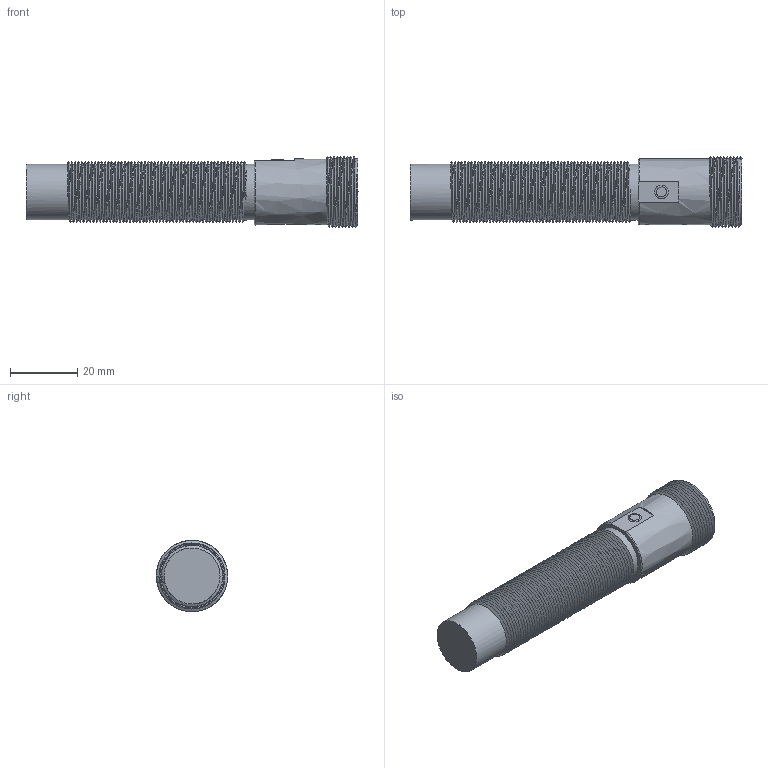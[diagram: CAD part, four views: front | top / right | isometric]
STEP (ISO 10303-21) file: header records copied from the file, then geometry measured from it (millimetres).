
FILE_DESCRIPTION( ('This file contains a STEP AP42 implementation' ,'as created by ZW3D STEP Interface translator.') ,'2;1' );
FILE_NAME( 'ECS2-1816X-XZL3.stp' ,'20 522.143415', (''), ('ZWCAD Software Co.'), 'Version 1.0', 'ZW3D to STEP translator', '' );
FILE_SCHEMA(('AUTOMOTIVE_DESIGN'));
Length unit declared in the file: millimetre
Products named in the file (2): 0; ECS2-1816X-XZL31
Bounding box: 99 x 21.26 x 21.26 mm (x, y, z)
Volume: 23131.7 mm3; surface area: 10332.4 mm2
Topology: 1 solids, 2 shells, 114 faces, 284 edges, 183 vertices
Faces by surface type: bspline 114
Entity records: 6998 total; most frequent: CARTESIAN_POINT 5316, ORIENTED_EDGE 568, EDGE_CURVE 284, VERTEX_POINT 183, EDGE_LOOP 123, B_SPLINE_CURVE_WITH_KNOTS 116, FACE_OUTER_BOUND 114, ADVANCED_FACE 114
